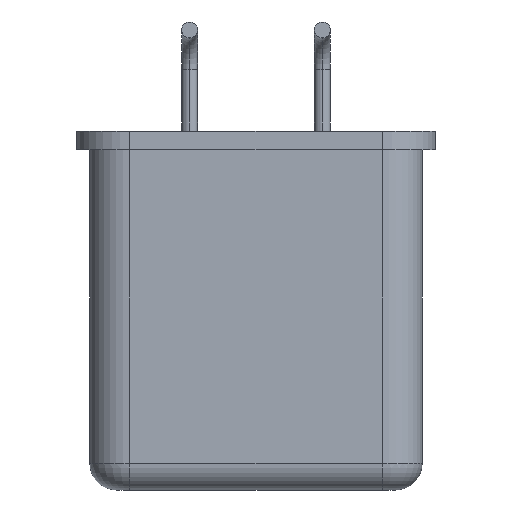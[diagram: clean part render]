
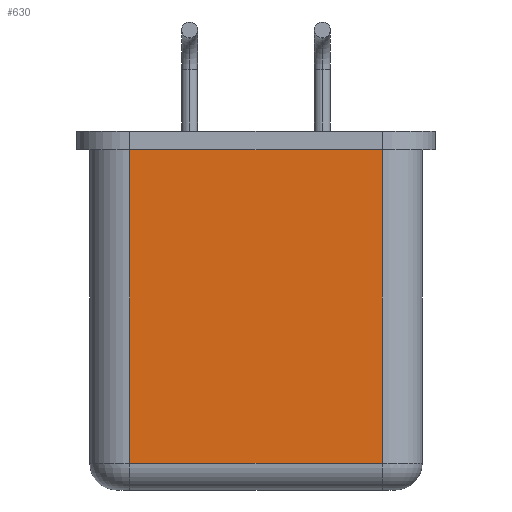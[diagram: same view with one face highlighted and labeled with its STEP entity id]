
A CAD part, front view. The second image highlights one B-rep face of the part: STEP entity #630.
In plain terms, the highlighted planar face has unit normal (0, -1, 0).
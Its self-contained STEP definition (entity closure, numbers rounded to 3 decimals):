
#40 = EDGE_CURVE ( 'NONE', #356, #372, #68, .T. ) ;
#68 = LINE ( 'NONE', #1181, #328 ) ;
#163 = EDGE_LOOP ( 'NONE', ( #301, #302, #303, #304 ) ) ;
#301 = ORIENTED_EDGE ( 'NONE', *, *, #648, .F. ) ;
#302 = ORIENTED_EDGE ( 'NONE', *, *, #664, .T. ) ;
#303 = ORIENTED_EDGE ( 'NONE', *, *, #646, .T. ) ;
#304 = ORIENTED_EDGE ( 'NONE', *, *, #40, .T. ) ;
#328 = VECTOR ( 'NONE', #1186, 1000. ) ;
#349 = VERTEX_POINT ( 'NONE', #1041 ) ;
#350 = VERTEX_POINT ( 'NONE', #1040 ) ;
#356 = VERTEX_POINT ( 'NONE', #1034 ) ;
#372 = VERTEX_POINT ( 'NONE', #1018 ) ;
#424 = LINE ( 'NONE', #846, #445 ) ;
#445 = VECTOR ( 'NONE', #853, 1000. ) ;
#499 = FACE_OUTER_BOUND ( 'NONE', #163, .T. ) ;
#513 = LINE ( 'NONE', #847, #529 ) ;
#529 = VECTOR ( 'NONE', #848, 1000. ) ;
#545 = VECTOR ( 'NONE', #1057, 1000. ) ;
#548 = LINE ( 'NONE', #1069, #545 ) ;
#630 = ADVANCED_FACE ( 'NONE', ( #499 ), #902, .F. ) ;
#646 = EDGE_CURVE ( 'NONE', #349, #356, #424, .T. ) ;
#648 = EDGE_CURVE ( 'NONE', #350, #372, #513, .T. ) ;
#664 = EDGE_CURVE ( 'NONE', #350, #349, #548, .T. ) ;
#730 = AXIS2_PLACEMENT_3D ( 'NONE', #900, #895, #894 ) ;
#846 = CARTESIAN_POINT ( 'NONE',  ( 11.5, 0.5, -13.5 ) ) ;
#847 = CARTESIAN_POINT ( 'NONE',  ( 2., 0.5, -13.5 ) ) ;
#848 = DIRECTION ( 'NONE',  ( 0., 0., 1. ) ) ;
#853 = DIRECTION ( 'NONE',  ( 0., 0., 1. ) ) ;
#894 = DIRECTION ( 'NONE',  ( -1., 0., 0. ) ) ;
#895 = DIRECTION ( 'NONE',  ( 0., 1., 0. ) ) ;
#900 = CARTESIAN_POINT ( 'NONE',  ( 11.5, 0.5, -13.5 ) ) ;
#902 = PLANE ( 'NONE',  #730 ) ;
#1018 = CARTESIAN_POINT ( 'NONE',  ( 2., 0.5, -0.7 ) ) ;
#1034 = CARTESIAN_POINT ( 'NONE',  ( 11.5, 0.5, -0.7 ) ) ;
#1040 = CARTESIAN_POINT ( 'NONE',  ( 2., 0.5, -12.5 ) ) ;
#1041 = CARTESIAN_POINT ( 'NONE',  ( 11.5, 0.5, -12.5 ) ) ;
#1057 = DIRECTION ( 'NONE',  ( 1., 0., 0. ) ) ;
#1069 = CARTESIAN_POINT ( 'NONE',  ( 11.5, 0.5, -12.5 ) ) ;
#1181 = CARTESIAN_POINT ( 'NONE',  ( 11.5, 0.5, -0.7 ) ) ;
#1186 = DIRECTION ( 'NONE',  ( -1., 0., 0. ) ) ;
